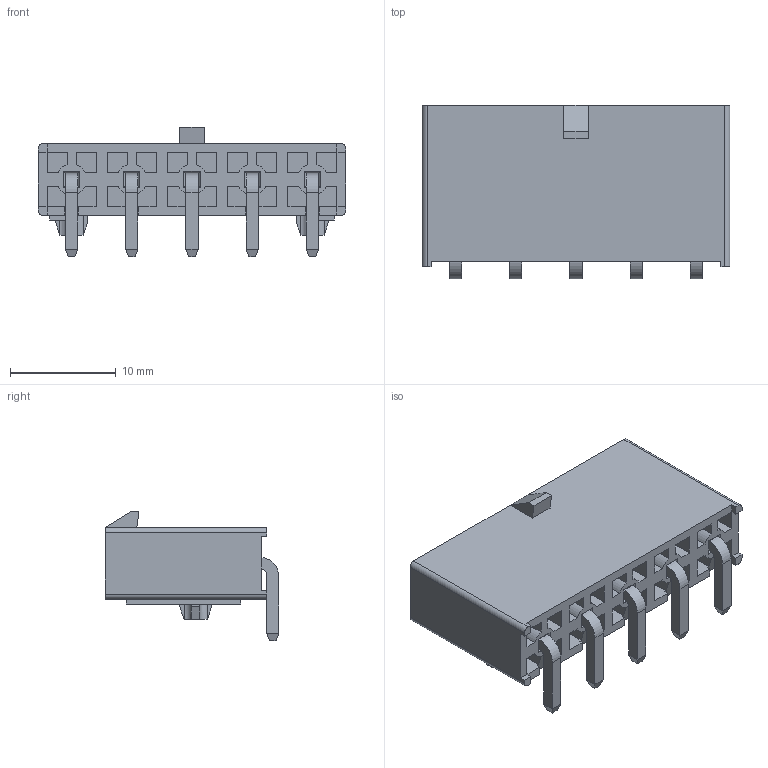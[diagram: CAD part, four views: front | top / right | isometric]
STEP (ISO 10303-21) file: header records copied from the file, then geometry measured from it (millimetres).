
FILE_DESCRIPTION(/* description */ ('Unknown'),/* implementation_level */ '2;1');
FILE_NAME(/* name */ 'J_Wurth_WR-MPC5_657005140101',/* time_stamp */ '2025-07-10T13:35:25+08:00',/* author */ ('Unknown'),/* organization */ ('Unknown'),/* preprocessor_version */ 'ST-DEVELOPER v19.4',/* originating_system */ 'Solid Edge',/* authorisation */ 'Unknown');
FILE_SCHEMA (('AUTOMOTIVE_DESIGN {1 0 10303 214 3 1 1}'));
Length unit declared in the file: millimetre
Products named in the file (2): J_Wurth_WR-MPC5_657005140101
Assembly tree (1 placements, depth 2):
  J_Wurth_WR-MPC5_657005140101
    J_Wurth_WR-MPC5_657005140101
Bounding box: 29.15 x 16.44 x 12.28 mm (x, y, z)
Volume: 1481.5 mm3; surface area: 3372.5 mm2
Topology: 1 solids, 1 shells, 425 faces, 1048 edges, 650 vertices
Faces by surface type: plane 383, cylinder 42
Entity records: 15200 total; most frequent: CARTESIAN_POINT 2125, ORIENTED_EDGE 2096, DIRECTION 1990, EDGE_CURVE 1048, LINE 960, VECTOR 960, VERTEX_POINT 650, AXIS2_PLACEMENT_3D 515
